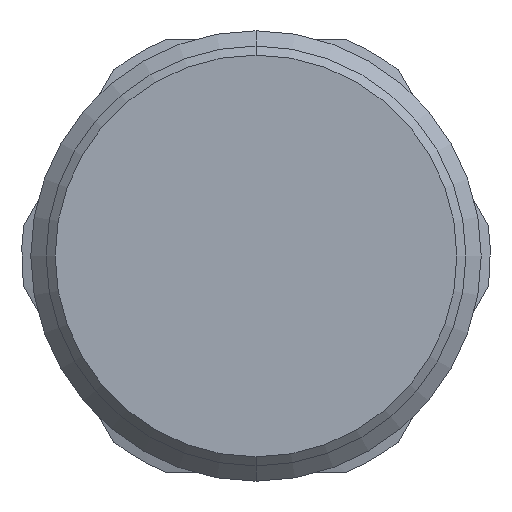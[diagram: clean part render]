
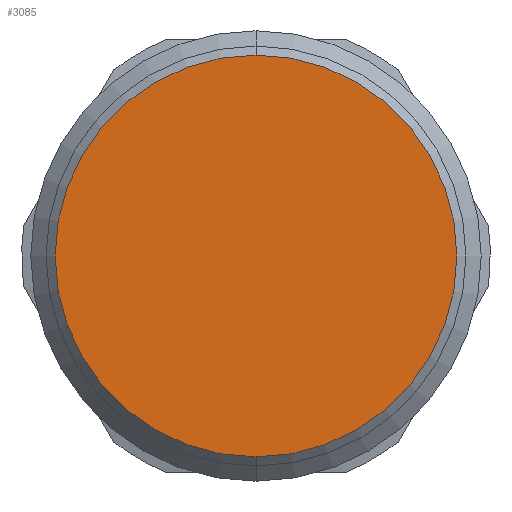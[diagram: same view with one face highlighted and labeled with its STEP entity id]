
A CAD part, front view. The second image highlights one B-rep face of the part: STEP entity #3085.
In plain terms, the highlighted planar face has unit normal (0, -1, 0).
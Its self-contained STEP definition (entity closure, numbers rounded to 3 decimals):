
#1043 = DIRECTION ( 'NONE',  ( 0., 0., 1. ) ) ;
#1044 = DIRECTION ( 'NONE',  ( 0., -1., 0. ) ) ;
#1045 = CARTESIAN_POINT ( 'NONE',  ( 0., -40.5, 0. ) ) ;
#1046 = AXIS2_PLACEMENT_3D ( 'NONE', #1045, #1044, #1043 ) ;
#1047 = CIRCLE ( 'NONE', #1046, 11.15 ) ;
#1048 = DIRECTION ( 'NONE',  ( 0., 0., 1. ) ) ;
#1049 = DIRECTION ( 'NONE',  ( 0., 1., 0. ) ) ;
#1050 = CARTESIAN_POINT ( 'NONE',  ( 0., -40.5, 0. ) ) ;
#1051 = AXIS2_PLACEMENT_3D ( 'NONE', #1050, #1049, #1048 ) ;
#1052 = PLANE ( 'NONE',  #1051 ) ;
#1053 = FACE_OUTER_BOUND ( 'NONE', #3084, .T. ) ;
#2294 = CARTESIAN_POINT ( 'NONE',  ( 0., -40.5, -11.15 ) ) ;
#2295 = DIRECTION ( 'NONE',  ( 0., 0., 1. ) ) ;
#2296 = DIRECTION ( 'NONE',  ( 0., -1., 0. ) ) ;
#2297 = AXIS2_PLACEMENT_3D ( 'NONE', #2302, #2296, #2295 ) ;
#2298 = CIRCLE ( 'NONE', #2297, 11.15 ) ;
#2302 = CARTESIAN_POINT ( 'NONE',  ( 0., -40.5, 0. ) ) ;
#2967 = CARTESIAN_POINT ( 'NONE',  ( 0., -40.5, 11.15 ) ) ;
#3084 = EDGE_LOOP ( 'NONE', ( #3086, #3088 ) ) ;
#3085 = ADVANCED_FACE ( 'NONE', ( #1053 ), #1052, .F. ) ;
#3086 = ORIENTED_EDGE ( 'NONE', *, *, #3087, .T. ) ;
#3087 = EDGE_CURVE ( 'NONE', #3717, #3451, #1047, .T. ) ;
#3088 = ORIENTED_EDGE ( 'NONE', *, *, #3450, .T. ) ;
#3450 = EDGE_CURVE ( 'NONE', #3451, #3717, #2298, .T. ) ;
#3451 = VERTEX_POINT ( 'NONE', #2294 ) ;
#3717 = VERTEX_POINT ( 'NONE', #2967 ) ;
